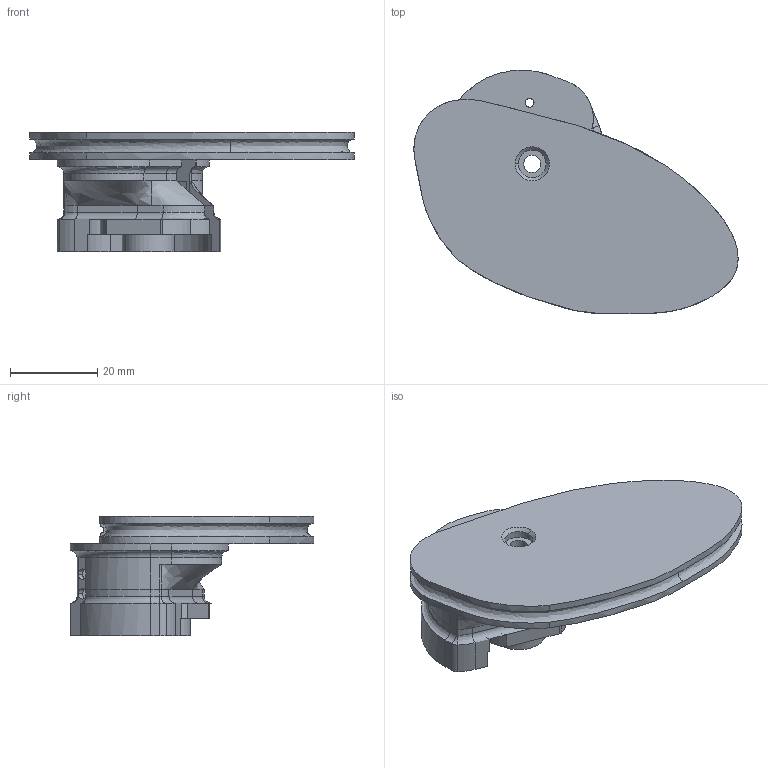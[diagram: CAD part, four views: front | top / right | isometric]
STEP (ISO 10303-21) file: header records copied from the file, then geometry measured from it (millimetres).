
FILE_DESCRIPTION (( 'STEP AP214' ), '1' );
FILE_NAME ('cams-joined^asm-cams.STEP', '2025-10-27T05:02:19', ( '' ), ( '' ), 'SwSTEP 2.0', 'SolidWorks 2025', '' );
FILE_SCHEMA (( 'AUTOMOTIVE_DESIGN' ));
Length unit declared in the file: millimetre
Products named in the file (1): cams-joined^asm-cams
Bounding box: 74.45 x 55.99 x 27.52 mm (x, y, z)
Volume: 27060.6 mm3; surface area: 13490.4 mm2
Topology: 5 solids, 5 shells, 168 faces, 435 edges, 278 vertices
Faces by surface type: plane 75, cylinder 50, bspline 38, cone 4, torus 1
Entity records: 8445 total; most frequent: CARTESIAN_POINT 4500, ORIENTED_EDGE 870, DIRECTION 701, EDGE_CURVE 435, VERTEX_POINT 278, VECTOR 243, LINE 243, AXIS2_PLACEMENT_3D 229
